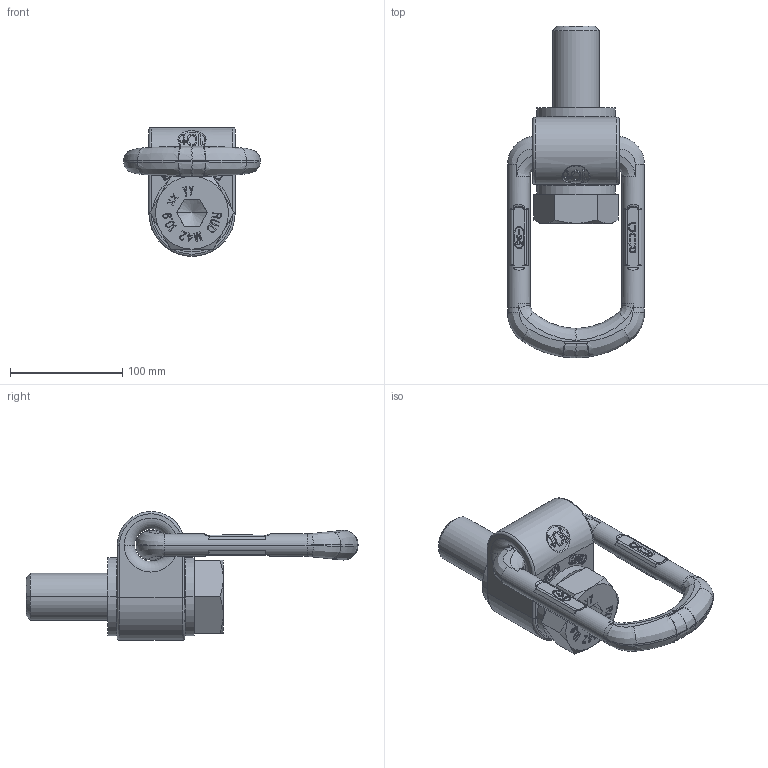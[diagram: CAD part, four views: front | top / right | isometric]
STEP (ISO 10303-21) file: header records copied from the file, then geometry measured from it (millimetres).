
FILE_DESCRIPTION((''),'2;1');
FILE_NAME('001-M31222-P-5_ASM','2012-11-08T',('Azubi.TBM'),(''),'PRO/ENGINEER BY PARAMETRIC TECHNOLOGY CORPORATION, 2010140','PRO/ENGINEER BY PARAMETRIC TECHNOLOGY CORPORATION, 2010140','');
FILE_SCHEMA(('CONFIG_CONTROL_DESIGN'));
Length unit declared in the file: millimetre
Products named in the file (5): 001-M31222-P-4; 001-M31221-RT2; 001-M31222-BA1; 001-M31125-V01; 001-M31222-P-5_ASM
Assembly tree (4 placements, depth 2):
  001-M31222-P-5_ASM
    001-M31222-P-4
    001-M31221-RT2
    001-M31222-BA1
    001-M31125-V01
Bounding box: 122 x 296.25 x 115 mm (x, y, z)
Volume: 858078.1 mm3; surface area: 148076.9 mm2
Topology: 4 solids, 4 shells, 1302 faces, 3446 edges, 2214 vertices
Faces by surface type: plane 914, bspline 119, cylinder 101, torus 98, extrusion 52, cone 18
Entity records: 49107 total; most frequent: CARTESIAN_POINT 17899, ORIENTED_EDGE 6878, DIRECTION 5691, EDGE_CURVE 3439, VECTOR 2593, LINE 2541, VERTEX_POINT 2213, AXIS2_PLACEMENT_3D 1549
